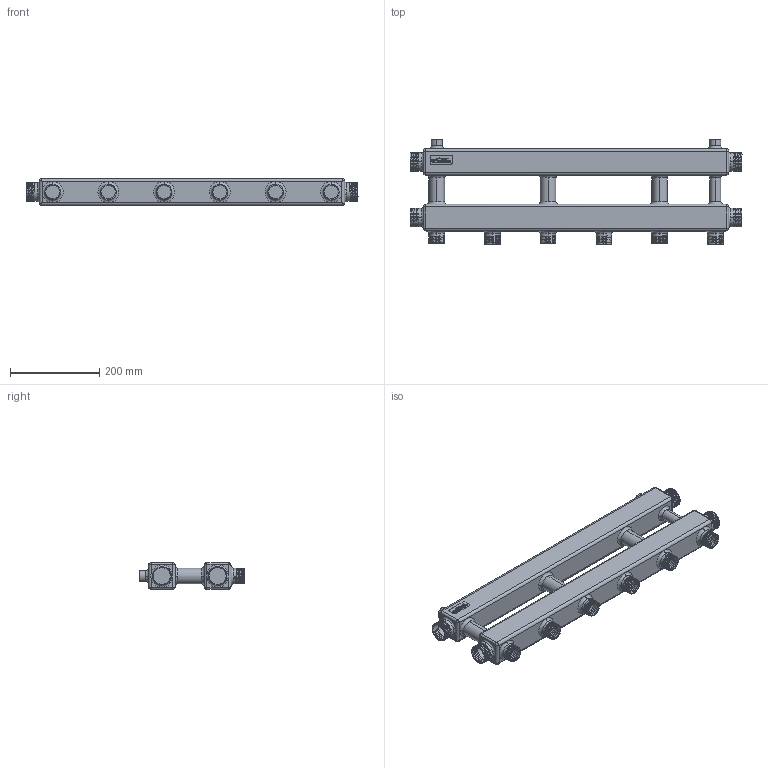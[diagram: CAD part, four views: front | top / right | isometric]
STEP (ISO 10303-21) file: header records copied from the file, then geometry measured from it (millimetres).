
FILE_DESCRIPTION (( 'STEP AP214' ), '1' );
FILE_NAME ('MK[SS]-100-3.17 .STEP', '2017-03-01T10:37:18', ( '' ), ( '' ), 'SwSTEP 2.0', 'SolidWorks 2015', '' );
FILE_SCHEMA (( 'AUTOMOTIVE_DESIGN' ));
Length unit declared in the file: millimetre
Products named in the file (1): MK[SS]-100-3.17 
Bounding box: 745 x 235 x 61 mm (x, y, z)
Volume: 5028447.3 mm3; surface area: 458483.9 mm2
Topology: 1 solids, 6 shells, 876 faces, 2389 edges, 1555 vertices
Faces by surface type: bspline 388, plane 239, cylinder 207, torus 42
Entity records: 39691 total; most frequent: CARTESIAN_POINT 20410, ORIENTED_EDGE 4746, DIRECTION 2619, EDGE_CURVE 2373, VERTEX_POINT 1555, LINE 1057, VECTOR 1057, EDGE_LOOP 930
